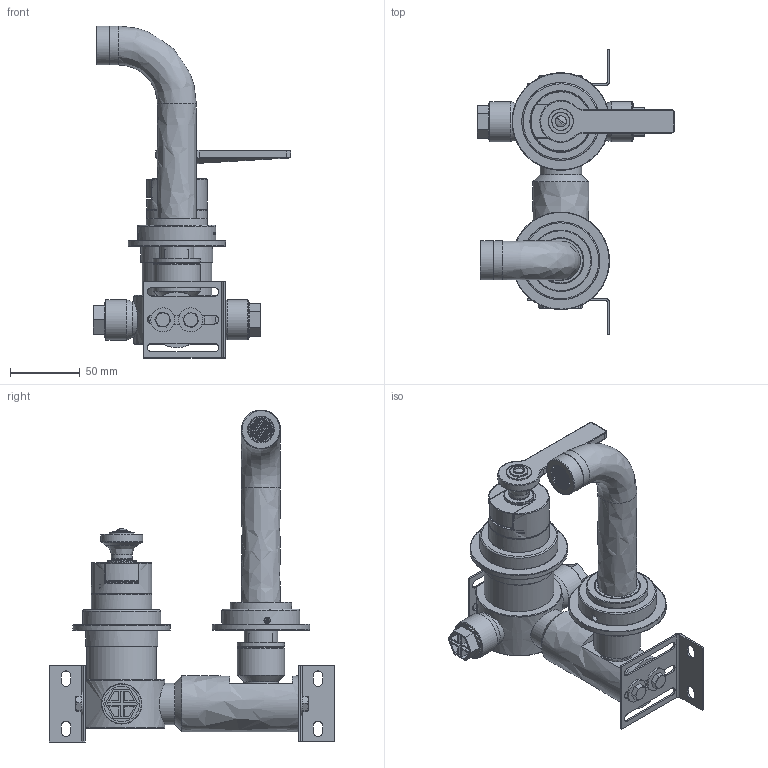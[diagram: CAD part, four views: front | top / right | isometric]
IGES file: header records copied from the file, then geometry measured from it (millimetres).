
Global section: file name: V7K20-1LF-NP; native system: Autodesk Inventor 2018; preprocessor: unknown; author: rclarke; date: 20180228.115702; units: millimetre
Bounding box: 142.02 x 205 x 238.4 mm (x, y, z)
Volume: 483722.2 mm3; surface area: 242490 mm2
Topology: 56 solids, 56 shells, 2672 faces, 6911 edges, 4478 vertices
Faces by surface type: bspline 2672
